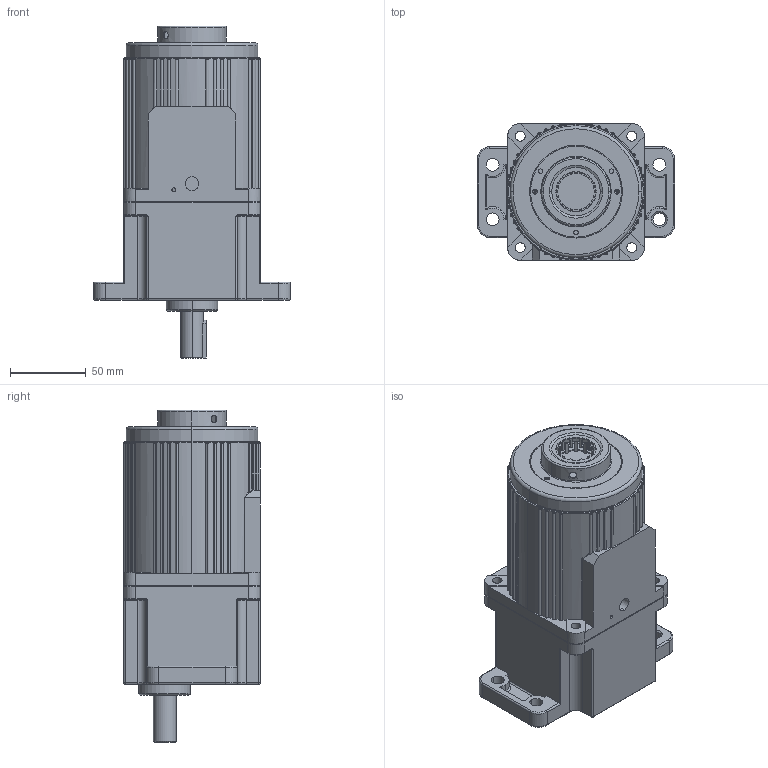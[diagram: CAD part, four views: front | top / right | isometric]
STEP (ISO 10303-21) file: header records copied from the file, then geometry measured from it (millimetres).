
FILE_DESCRIPTION (( 'STEP AP203' ), '1' );
FILE_NAME ('5IK40R+5GU3-750K.STEP', '2020-01-09T03:19:16', ( 'Sky123.Org' ), ( 'Sky123.Org' ), 'SwSTEP 2.0', 'SolidWorks 2014', '' );
FILE_SCHEMA (( 'CONFIG_CONTROL_DESIGN' ));
Length unit declared in the file: millimetre
Products named in the file (7): 测速线圈总成; 5IK40R+5GU3-750K; 5IK40A; 5GU3-750K; 测速线圈外壳; 测速线圈外壳2
Assembly tree (6 placements, depth 3):
  5IK40R+5GU3-750K
    5IK40A
    5GU3-750K
      5GU3-750K
    测速线圈总成
      测速线圈外壳
      测速线圈外壳2
Bounding box: 130 x 90 x 219 mm (x, y, z)
Volume: 1192044.4 mm3; surface area: 114832.2 mm2
Topology: 4 solids, 4 shells, 682 faces, 1749 edges, 1084 vertices
Faces by surface type: cylinder 314, plane 204, torus 118, cone 32, sphere 8, bspline 6
Entity records: 22223 total; most frequent: CARTESIAN_POINT 4449, DIRECTION 3883, ORIENTED_EDGE 3474, EDGE_CURVE 1737, AXIS2_PLACEMENT_3D 1574, VERTEX_POINT 1084, CIRCLE 887, EDGE_LOOP 739
